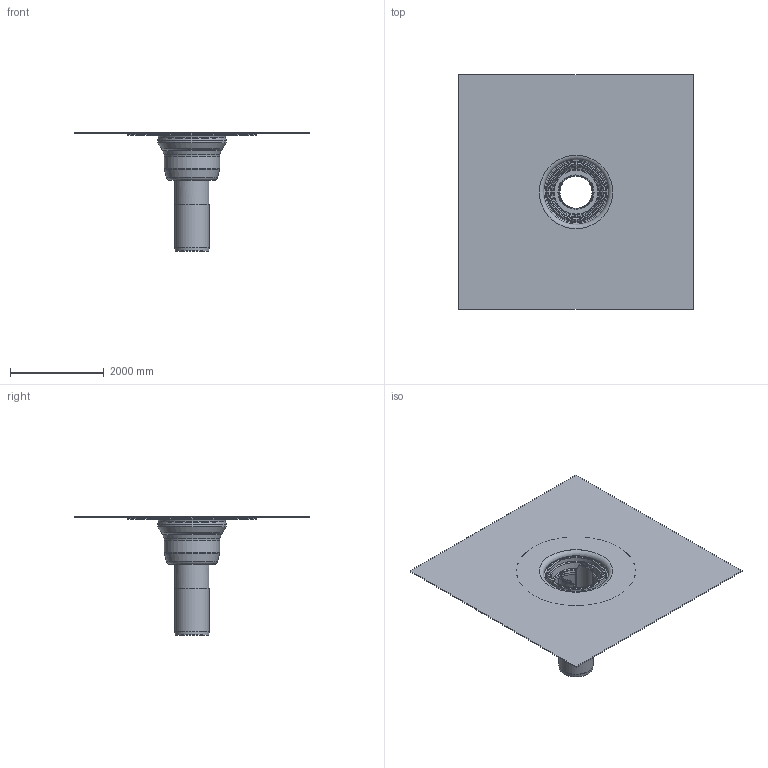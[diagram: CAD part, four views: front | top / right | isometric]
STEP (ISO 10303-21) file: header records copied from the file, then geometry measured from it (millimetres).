
FILE_DESCRIPTION(/* description */ (''),/* implementation_level */ '2;1');
FILE_NAME(/* name */ '16225.070X_3D.stp',/* time_stamp */ '2025-01-06T10:02:01+01:00',/* author */ ('c.rudolph'),/* organization */ (''),/* preprocessor_version */ 'ST-DEVELOPER v20',/* originating_system */ 'AutoCAD Mechanical',/* authorisation */ '');
FILE_SCHEMA (('AUTOMOTIVE_DESIGN { 1 0 10303 214 3 1 1 }'));
Length unit declared in the file: centimetre
Products named in the file (2): Product; *S0
Assembly tree (1 placements, depth 2):
  Product
    *S0
Bounding box: 5000 x 5000 x 2515 mm (x, y, z)
Volume: 724323223 mm3; surface area: 84265748.8 mm2
Topology: 7 solids, 8 shells, 122 faces, 293 edges, 191 vertices
Faces by surface type: plane 35, torus 34, cone 30, cylinder 23
Full cylindrical faces by diameter (mm): 698 x2, 730 x3, 960 x1, 1140 x1, 1150 x1, 1160 x2, 1180 x1, 1200 x3, 1400 x2, 1430 x2, 1460 x1
Entity records: 3827 total; most frequent: CARTESIAN_POINT 737, DIRECTION 710, ORIENTED_EDGE 584, AXIS2_PLACEMENT_3D 316, EDGE_CURVE 292, VERTEX_POINT 189, CIRCLE 175, EDGE_LOOP 141
